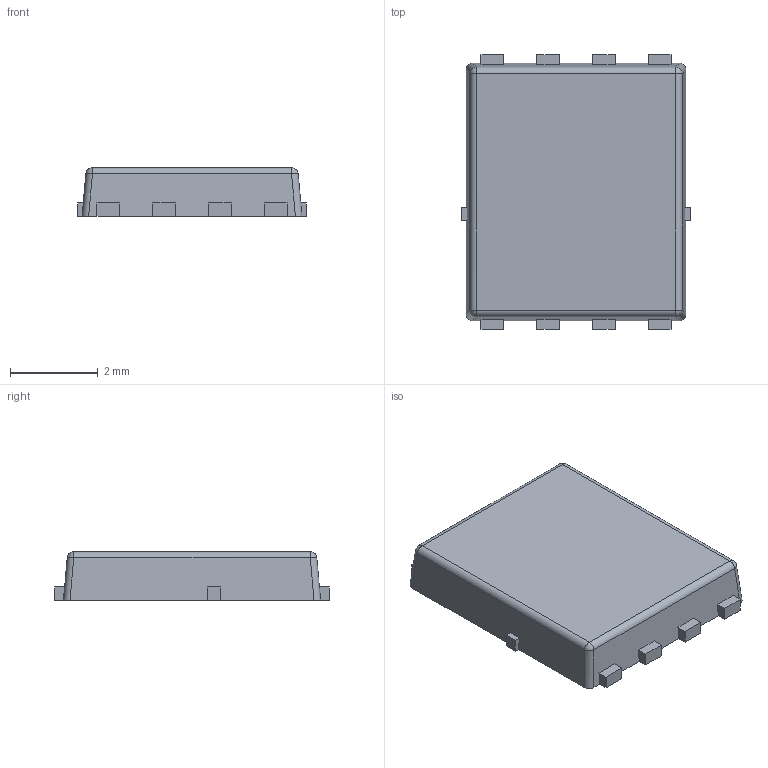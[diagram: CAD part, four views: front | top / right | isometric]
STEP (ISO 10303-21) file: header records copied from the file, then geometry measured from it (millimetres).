
FILE_DESCRIPTION (( 'STEP AP214' ), '1' );
FILE_NAME ('PQFN-8.STEP', '2021-08-18T17:02:30', ( '' ), ( '' ), 'SwSTEP 2.0', 'SolidWorks 2021', '' );
FILE_SCHEMA (( 'AUTOMOTIVE_DESIGN' ));
Length unit declared in the file: millimetre
Products named in the file (1): User Library-FDMS8018
Bounding box: 5.2 x 6.25 x 1.1 mm (x, y, z)
Volume: 31.2 mm3; surface area: 129.7 mm2
Topology: 6 solids, 6 shells, 132 faces, 348 edges, 228 vertices
Faces by surface type: plane 120, cylinder 8, bspline 4
Entity records: 4121 total; most frequent: CARTESIAN_POINT 794, ORIENTED_EDGE 696, DIRECTION 612, EDGE_CURVE 348, LINE 332, VECTOR 332, VERTEX_POINT 228, AXIS2_PLACEMENT_3D 140
